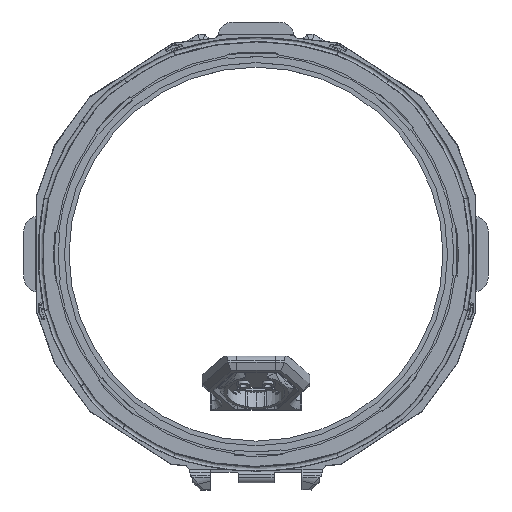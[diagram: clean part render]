
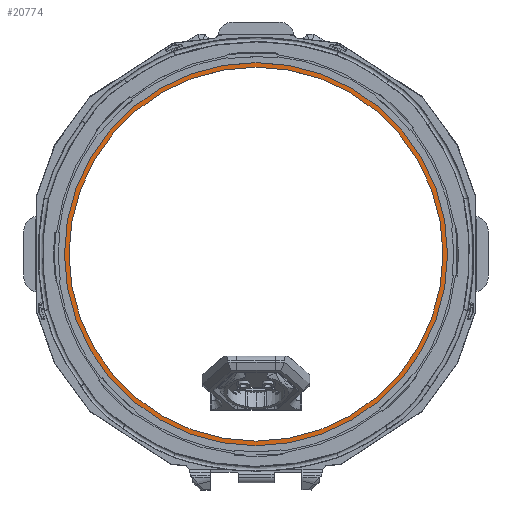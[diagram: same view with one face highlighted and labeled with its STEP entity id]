
A CAD part, top view. The second image highlights one B-rep face of the part: STEP entity #20774.
In plain terms, the highlighted face is planar.
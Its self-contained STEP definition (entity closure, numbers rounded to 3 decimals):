
#341=FACE_BOUND('',#3876,.T.);
#1603=PLANE('',#22729);
#2695=FACE_OUTER_BOUND('',#3875,.T.);
#3875=EDGE_LOOP('',(#18930));
#3876=EDGE_LOOP('',(#18931));
#7993=CIRCLE('',#22688,122.725);
#8016=CIRCLE('',#22730,125.725);
#9946=VERTEX_POINT('',#41135);
#9987=VERTEX_POINT('',#41251);
#12965=EDGE_CURVE('',#9946,#9946,#7993,.T.);
#13021=EDGE_CURVE('',#9987,#9987,#8016,.T.);
#18930=ORIENTED_EDGE('',*,*,#13021,.F.);
#18931=ORIENTED_EDGE('',*,*,#12965,.F.);
#20774=ADVANCED_FACE('',(#2695,#341),#1603,.T.);
#22688=AXIS2_PLACEMENT_3D('',#41136,#28020,#28021);
#22729=AXIS2_PLACEMENT_3D('',#41250,#28135,#28136);
#22730=AXIS2_PLACEMENT_3D('',#41252,#28137,#28138);
#28020=DIRECTION('center_axis',(0.,-0.966,
-0.259));
#28021=DIRECTION('ref_axis',(1.,0.,0.));
#28135=DIRECTION('center_axis',(0.,-0.966,
-0.259));
#28136=DIRECTION('ref_axis',(1.,0.,0.));
#28137=DIRECTION('center_axis',(0.,0.966,
0.259));
#28138=DIRECTION('ref_axis',(1.,0.,0.));
#41135=CARTESIAN_POINT('',(-122.725,-181.89,89.369));
#41136=CARTESIAN_POINT('Origin',(0.,-181.89,
89.369));
#41250=CARTESIAN_POINT('Origin',(0.,-181.89,
89.369));
#41251=CARTESIAN_POINT('',(-125.725,-181.89,89.369));
#41252=CARTESIAN_POINT('Origin',(0.,-181.89,
89.369));
